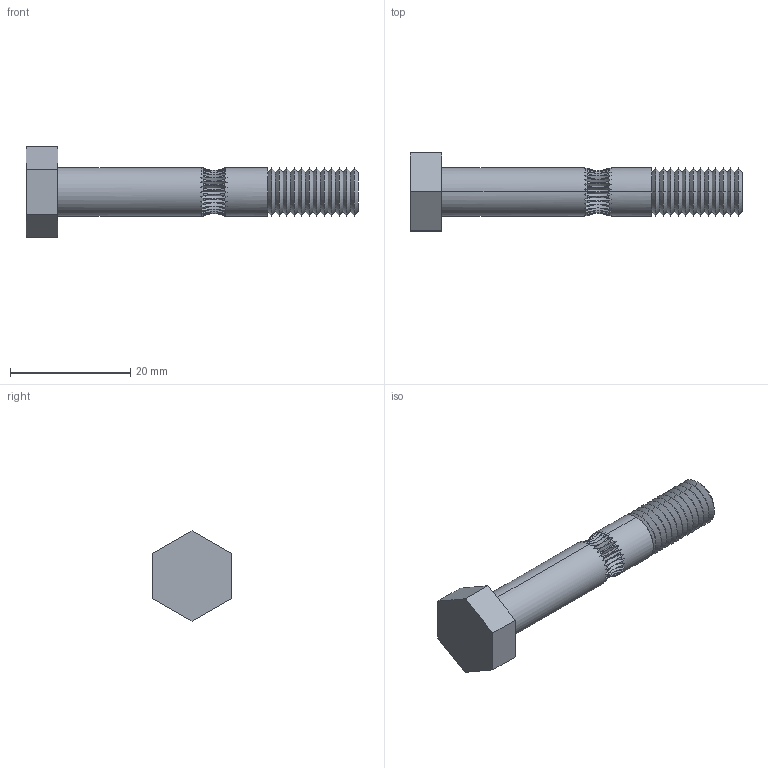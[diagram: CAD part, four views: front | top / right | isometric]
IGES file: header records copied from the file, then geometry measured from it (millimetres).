
Start section: SolidWorks IGES file using analytic representation for surfaces
Global section: file name: Hobbed_bolt_26.IGS; native system: SolidWorks 2011; preprocessor: SolidWorks 2011; author: Seth; date: 150525.070730; units: millimetre
Bounding box: 55.3 x 13 x 15.01 mm (x, y, z)
Surface area: 1996.8 mm2 (no closed solid volume)
Topology: 0 solids, 0 shells, 184 faces, 1220 edges, 1220 vertices
Faces by surface type: revolution 112, bspline 72
